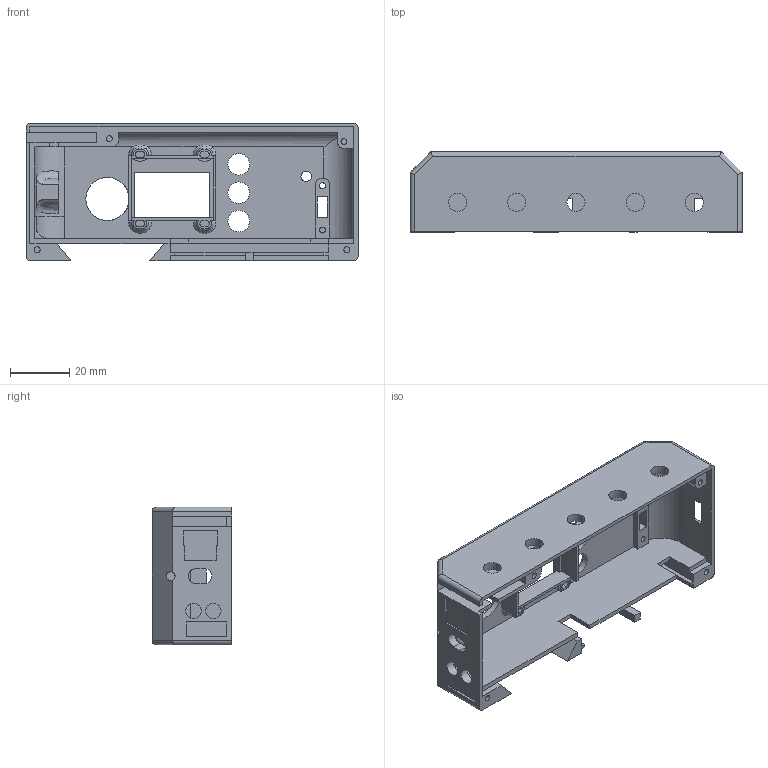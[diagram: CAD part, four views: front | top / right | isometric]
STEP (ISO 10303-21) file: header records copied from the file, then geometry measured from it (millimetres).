
FILE_DESCRIPTION(/* description */ (''),/* implementation_level */ '2;1');
FILE_NAME(/* name */ 'Main Body Top.step',/* time_stamp */ '2019-09-05T10:22:00-07:00',/* author */ (''),/* organization */ (''),/* preprocessor_version */ 'ST-DEVELOPER v18',/* originating_system */ 'Autodesk Translation Framework v8.2.0.1029',/* authorisation */ '');
FILE_SCHEMA (('AUTOMOTIVE_DESIGN { 1 0 10303 214 3 1 1 }'));
Length unit declared in the file: millimetre
Products named in the file (1): Main Body Top
Bounding box: 112.1 x 27 x 46.5 mm (x, y, z)
Volume: 33157.9 mm3; surface area: 27900.8 mm2
Topology: 1 solids, 1 shells, 388 faces, 1022 edges, 647 vertices
Faces by surface type: plane 231, cylinder 121, torus 13, cone 13, bspline 8, sphere 2
Full cylindrical faces by diameter (mm): 2 x6, 3 x1, 3.5 x1, 5.2 x2, 6.5 x1, 7.3 x3, 14.6 x1
Entity records: 12295 total; most frequent: CARTESIAN_POINT 2559, ORIENTED_EDGE 2044, DIRECTION 1966, EDGE_CURVE 1022, LINE 738, VECTOR 738, VERTEX_POINT 647, AXIS2_PLACEMENT_3D 614
